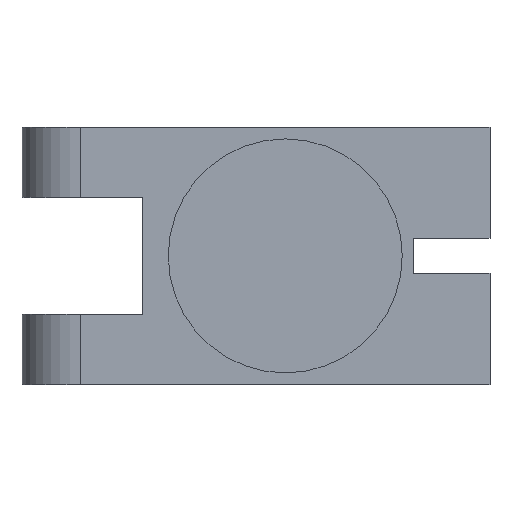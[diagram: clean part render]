
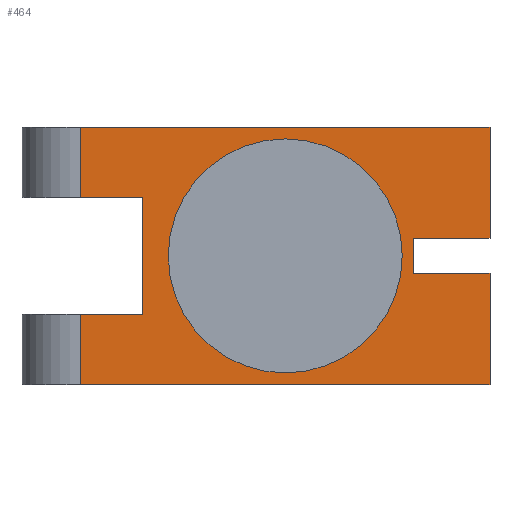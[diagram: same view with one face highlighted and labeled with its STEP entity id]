
A CAD part, top view. The second image highlights one B-rep face of the part: STEP entity #464.
In plain terms, the highlighted planar face has unit normal (0, 0, 1).
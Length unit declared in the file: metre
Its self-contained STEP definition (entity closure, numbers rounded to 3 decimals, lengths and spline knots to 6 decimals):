
#19=CIRCLE('',#510,0.02);
#87=ORIENTED_EDGE('',*,*,#194,.F.);
#88=ORIENTED_EDGE('',*,*,#159,.T.);
#89=ORIENTED_EDGE('',*,*,#195,.F.);
#90=ORIENTED_EDGE('',*,*,#196,.F.);
#91=ORIENTED_EDGE('',*,*,#197,.F.);
#92=ORIENTED_EDGE('',*,*,#192,.T.);
#93=ORIENTED_EDGE('',*,*,#175,.T.);
#94=ORIENTED_EDGE('',*,*,#162,.F.);
#95=ORIENTED_EDGE('',*,*,#198,.F.);
#96=ORIENTED_EDGE('',*,*,#199,.F.);
#97=ORIENTED_EDGE('',*,*,#200,.F.);
#98=ORIENTED_EDGE('',*,*,#178,.F.);
#99=ORIENTED_EDGE('',*,*,#173,.F.);
#159=EDGE_CURVE('',#223,#222,#266,.T.);
#162=EDGE_CURVE('',#225,#226,#268,.T.);
#173=EDGE_CURVE('',#223,#230,#275,.T.);
#175=EDGE_CURVE('',#235,#226,#276,.T.);
#178=EDGE_CURVE('',#230,#237,#279,.T.);
#192=EDGE_CURVE('',#246,#235,#292,.T.);
#194=EDGE_CURVE('',#247,#247,#19,.T.);
#195=EDGE_CURVE('',#248,#222,#294,.T.);
#196=EDGE_CURVE('',#249,#248,#295,.T.);
#197=EDGE_CURVE('',#246,#249,#296,.T.);
#198=EDGE_CURVE('',#250,#225,#297,.T.);
#199=EDGE_CURVE('',#251,#250,#298,.T.);
#200=EDGE_CURVE('',#237,#251,#299,.T.);
#222=VERTEX_POINT('',#665);
#223=VERTEX_POINT('',#667);
#225=VERTEX_POINT('',#672);
#226=VERTEX_POINT('',#674);
#230=VERTEX_POINT('',#688);
#235=VERTEX_POINT('',#700);
#237=VERTEX_POINT('',#706);
#246=VERTEX_POINT('',#733);
#247=VERTEX_POINT('',#737);
#248=VERTEX_POINT('',#739);
#249=VERTEX_POINT('',#741);
#250=VERTEX_POINT('',#744);
#251=VERTEX_POINT('',#746);
#266=LINE('',#666,#319);
#268=LINE('',#673,#321);
#275=LINE('',#695,#328);
#276=LINE('',#699,#329);
#279=LINE('',#705,#332);
#292=LINE('',#732,#345);
#294=LINE('',#738,#347);
#295=LINE('',#740,#348);
#296=LINE('',#742,#349);
#297=LINE('',#743,#350);
#298=LINE('',#745,#351);
#299=LINE('',#747,#352);
#319=VECTOR('',#537,1.);
#321=VECTOR('',#543,1.);
#328=VECTOR('',#564,1.);
#329=VECTOR('',#569,1.);
#332=VECTOR('',#574,1.);
#345=VECTOR('',#597,1.);
#347=VECTOR('',#603,1.);
#348=VECTOR('',#604,1.);
#349=VECTOR('',#605,1.);
#350=VECTOR('',#606,1.);
#351=VECTOR('',#607,1.);
#352=VECTOR('',#608,1.);
#381=EDGE_LOOP('',(#87));
#382=EDGE_LOOP('',(#88,#89,#90,#91,#92,#93,#94,#95,#96,#97,#98,#99));
#414=FACE_BOUND('',#381,.T.);
#415=FACE_BOUND('',#382,.T.);
#441=PLANE('',#509);
#464=ADVANCED_FACE('',(#414,#415),#441,.F.);
#509=AXIS2_PLACEMENT_3D('',#735,#599,#600);
#510=AXIS2_PLACEMENT_3D('',#736,#601,#602);
#537=DIRECTION('',(0.,1.,0.));
#543=DIRECTION('',(0.,1.,0.));
#564=DIRECTION('',(-1.,0.,0.));
#569=DIRECTION('',(-1.,0.,0.));
#574=DIRECTION('',(0.,1.,0.));
#597=DIRECTION('',(0.,1.,0.));
#599=DIRECTION('',(0.,0.,-1.));
#600=DIRECTION('',(1.,0.,0.));
#601=DIRECTION('',(0.,0.,1.));
#602=DIRECTION('',(0.,-1.,0.));
#603=DIRECTION('',(1.,0.,0.));
#604=DIRECTION('',(0.,-1.,0.));
#605=DIRECTION('',(-1.,0.,0.));
#606=DIRECTION('',(-1.,0.,0.));
#607=DIRECTION('',(0.,1.,0.));
#608=DIRECTION('',(1.,0.,0.));
#665=CARTESIAN_POINT('',(0.07,-0.025,0.01));
#666=CARTESIAN_POINT('',(0.07,-0.044,0.01));
#667=CARTESIAN_POINT('',(0.07,-0.044,0.01));
#672=CARTESIAN_POINT('',(0.,-0.012,0.01));
#673=CARTESIAN_POINT('',(0.,-0.044,0.01));
#674=CARTESIAN_POINT('',(0.,0.,0.01));
#688=CARTESIAN_POINT('',(0.,-0.044,0.01));
#695=CARTESIAN_POINT('',(0.,-0.044,0.01));
#699=CARTESIAN_POINT('',(0.,0.,0.01));
#700=CARTESIAN_POINT('',(0.07,0.,0.01));
#705=CARTESIAN_POINT('',(0.,-0.044,0.01));
#706=CARTESIAN_POINT('',(0.,-0.032,0.01));
#732=CARTESIAN_POINT('',(0.07,-0.044,0.01));
#733=CARTESIAN_POINT('',(0.07,-0.019,0.01));
#735=CARTESIAN_POINT('',(0.,-0.044,0.01));
#736=CARTESIAN_POINT('',(0.035,-0.022,0.01));
#737=CARTESIAN_POINT('',(0.035,-0.042,0.01));
#738=CARTESIAN_POINT('',(0.07,-0.025,0.01));
#739=CARTESIAN_POINT('',(0.057,-0.025,0.01));
#740=CARTESIAN_POINT('',(0.057,-0.019,0.01));
#741=CARTESIAN_POINT('',(0.057,-0.019,0.01));
#742=CARTESIAN_POINT('',(0.07,-0.019,0.01));
#743=CARTESIAN_POINT('',(-0.01,-0.012,0.01));
#744=CARTESIAN_POINT('',(0.01068,-0.012,0.01));
#745=CARTESIAN_POINT('',(0.01068,-0.012,0.01));
#746=CARTESIAN_POINT('',(0.01068,-0.032,0.01));
#747=CARTESIAN_POINT('',(-0.01,-0.032,0.01));
